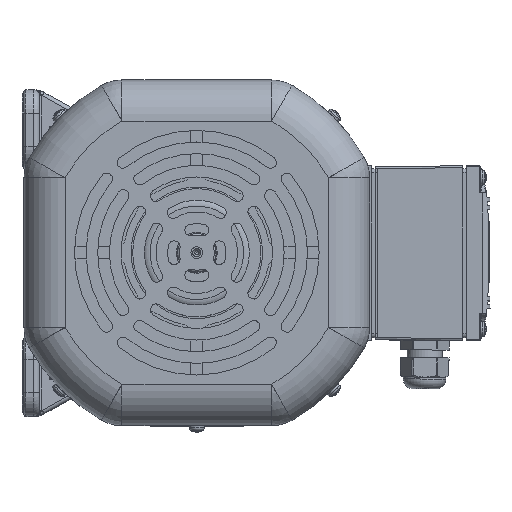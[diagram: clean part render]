
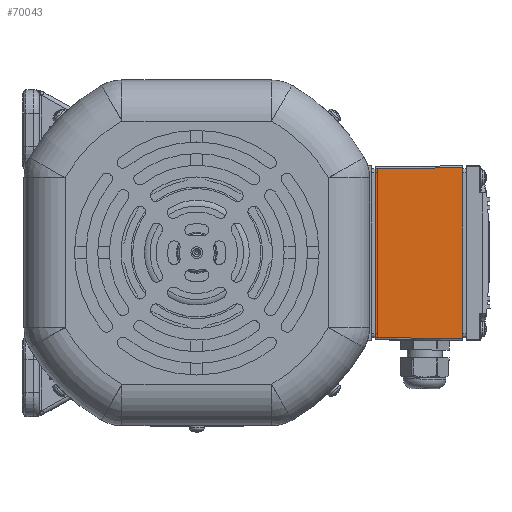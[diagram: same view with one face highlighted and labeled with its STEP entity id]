
A CAD part, top view. The second image highlights one B-rep face of the part: STEP entity #70043.
In plain terms, the highlighted face is planar.
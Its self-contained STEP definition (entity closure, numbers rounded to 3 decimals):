
#69897=CARTESIAN_POINT('',(-43.5,0.,-44.5));
#69898=VERTEX_POINT('',#69897);
#69906=CARTESIAN_POINT('',(43.5,0.,-44.5));
#69907=VERTEX_POINT('',#69906);
#69908=CARTESIAN_POINT('',(-43.5,0.,-44.5));
#69909=DIRECTION('',(1.0,0.0,0.0));
#69910=VECTOR('',#69909,87.);
#69911=LINE('',#69908,#69910);
#69912=EDGE_CURVE('',#69898,#69907,#69911,.T.);
#70000=CARTESIAN_POINT('',(44.,45.,-45.0));
#70001=VERTEX_POINT('',#70000);
#70011=CARTESIAN_POINT('',(43.5,0.,-44.5));
#70012=DIRECTION('',(0.011,1.,-0.011));
#70013=VECTOR('',#70012,45.006);
#70014=LINE('',#70011,#70013);
#70015=EDGE_CURVE('',#69907,#70001,#70014,.T.);
#70020=CARTESIAN_POINT('',(0.0,0.,-44.5));
#70021=DIRECTION('',(0.0,-0.011,-1.));
#70022=DIRECTION('',(-1.0,0.0,0.0));
#70023=AXIS2_PLACEMENT_3D('',#70020,#70021,#70022);
#70024=PLANE('',#70023);
#70025=ORIENTED_EDGE('',*,*,#70015,.F.);
#70026=ORIENTED_EDGE('',*,*,#69912,.F.);
#70027=CARTESIAN_POINT('',(-44.,45.,-45.0));
#70028=VERTEX_POINT('',#70027);
#70029=CARTESIAN_POINT('',(-44.,45.,-45.));
#70030=DIRECTION('',(0.011,-1.,0.011));
#70031=VECTOR('',#70030,45.006);
#70032=LINE('',#70029,#70031);
#70033=EDGE_CURVE('',#70028,#69898,#70032,.T.);
#70034=ORIENTED_EDGE('',*,*,#70033,.F.);
#70035=CARTESIAN_POINT('',(44.,45.,-45.0));
#70036=DIRECTION('',(-1.0,0.0,0.0));
#70037=VECTOR('',#70036,88.);
#70038=LINE('',#70035,#70037);
#70039=EDGE_CURVE('',#70001,#70028,#70038,.T.);
#70040=ORIENTED_EDGE('',*,*,#70039,.F.);
#70041=EDGE_LOOP('',(#70025,#70026,#70034,#70040));
#70042=FACE_OUTER_BOUND('',#70041,.T.);
#70043=ADVANCED_FACE('',(#70042),#70024,.T.);
